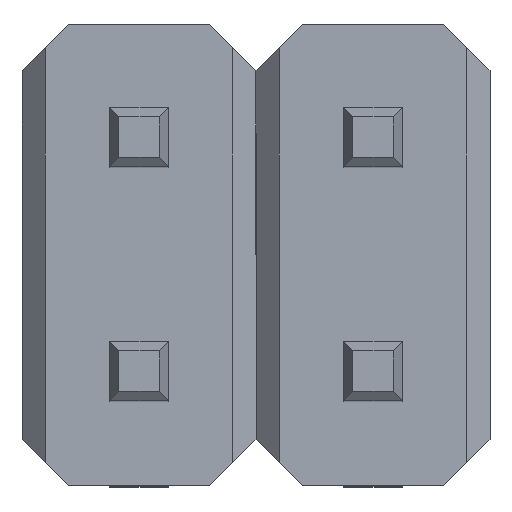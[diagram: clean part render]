
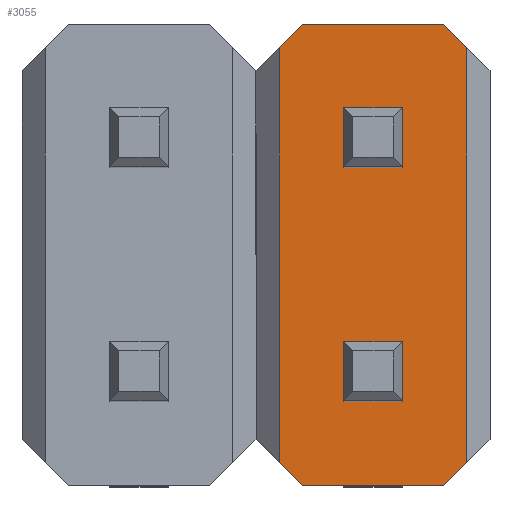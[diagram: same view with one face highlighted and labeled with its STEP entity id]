
A CAD part, top view. The second image highlights one B-rep face of the part: STEP entity #3055.
In plain terms, the highlighted planar face has unit normal (0, 0, 1).
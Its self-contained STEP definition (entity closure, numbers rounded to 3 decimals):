
#3 = LINE ( 'NONE', #1848, #558 ) ;
#12 = CARTESIAN_POINT ( 'NONE',  ( -1.27, 0., 5.461 ) ) ;
#73 = FACE_BOUND ( 'NONE', #1279, .T. ) ;
#99 = CARTESIAN_POINT ( 'NONE',  ( 0., 0.91, 5.461 ) ) ;
#107 = LINE ( 'NONE', #1536, #2565 ) ;
#150 = CARTESIAN_POINT ( 'NONE',  ( 0.32, 4.09, 5.461 ) ) ;
#169 = DIRECTION ( 'NONE',  ( -0.707, -0.707, 0. ) ) ;
#200 = CARTESIAN_POINT ( 'NONE',  ( 0.32, 1.55, 5.461 ) ) ;
#201 = CARTESIAN_POINT ( 'NONE',  ( 0.32, 0., 5.461 ) ) ;
#214 = EDGE_CURVE ( 'NONE', #570, #1840, #3, .T. ) ;
#227 = VERTEX_POINT ( 'NONE', #3065 ) ;
#230 = VERTEX_POINT ( 'NONE', #2797 ) ;
#231 = ORIENTED_EDGE ( 'NONE', *, *, #1058, .T. ) ;
#235 = LINE ( 'NONE', #2244, #1798 ) ;
#250 = VECTOR ( 'NONE', #169, 1000. ) ;
#268 = VECTOR ( 'NONE', #3072, 1000. ) ;
#299 = VERTEX_POINT ( 'NONE', #640 ) ;
#310 = CARTESIAN_POINT ( 'NONE',  ( -0.32, 1.55, 5.461 ) ) ;
#339 = ORIENTED_EDGE ( 'NONE', *, *, #1359, .T. ) ;
#348 = EDGE_CURVE ( 'NONE', #1624, #1715, #825, .T. ) ;
#366 = VECTOR ( 'NONE', #1617, 1000. ) ;
#370 = ORIENTED_EDGE ( 'NONE', *, *, #2829, .F. ) ;
#387 = CARTESIAN_POINT ( 'NONE',  ( 0.32, 0.91, 5.461 ) ) ;
#418 = DIRECTION ( 'NONE',  ( 1., 0., 0. ) ) ;
#426 = EDGE_CURVE ( 'NONE', #1190, #2963, #1649, .T. ) ;
#459 = CARTESIAN_POINT ( 'NONE',  ( 0.32, 3.45, 5.461 ) ) ;
#465 = ORIENTED_EDGE ( 'NONE', *, *, #2448, .T. ) ;
#520 = VECTOR ( 'NONE', #1973, 1000. ) ;
#543 = DIRECTION ( 'NONE',  ( 0., 1., 0. ) ) ;
#558 = VECTOR ( 'NONE', #418, 1000. ) ;
#570 = VERTEX_POINT ( 'NONE', #2908 ) ;
#640 = CARTESIAN_POINT ( 'NONE',  ( -0.32, 3.45, 5.461 ) ) ;
#646 = DIRECTION ( 'NONE',  ( 0., 0., 1. ) ) ;
#668 = CARTESIAN_POINT ( 'NONE',  ( 0., 0., 5.461 ) ) ;
#692 = VECTOR ( 'NONE', #1174, 1000. ) ;
#722 = CARTESIAN_POINT ( 'NONE',  ( -0.32, 0., 5.461 ) ) ;
#733 = CARTESIAN_POINT ( 'NONE',  ( 1.02, 4.5, 5.461 ) ) ;
#757 = EDGE_CURVE ( 'NONE', #1715, #227, #107, .T. ) ;
#793 = VECTOR ( 'NONE', #2100, 1000. ) ;
#825 = LINE ( 'NONE', #899, #250 ) ;
#845 = EDGE_CURVE ( 'NONE', #227, #1190, #1850, .T. ) ;
#847 = CARTESIAN_POINT ( 'NONE',  ( -0.32, 0., 5.461 ) ) ;
#874 = LINE ( 'NONE', #919, #793 ) ;
#899 = CARTESIAN_POINT ( 'NONE',  ( -2.885, 2.885, 5.461 ) ) ;
#919 = CARTESIAN_POINT ( 'NONE',  ( 2.885, 2.885, 5.461 ) ) ;
#928 = VECTOR ( 'NONE', #543, 1000. ) ;
#990 = DIRECTION ( 'NONE',  ( 0., 1., 0. ) ) ;
#1013 = CARTESIAN_POINT ( 'NONE',  ( 1.02, 0.25, 5.461 ) ) ;
#1018 = ORIENTED_EDGE ( 'NONE', *, *, #2286, .F. ) ;
#1039 = VECTOR ( 'NONE', #2550, 1000. ) ;
#1058 = EDGE_CURVE ( 'NONE', #3013, #2847, #1543, .T. ) ;
#1063 = ORIENTED_EDGE ( 'NONE', *, *, #214, .T. ) ;
#1085 = CARTESIAN_POINT ( 'NONE',  ( 1.02, 4.75, 5.461 ) ) ;
#1089 = LINE ( 'NONE', #201, #2124 ) ;
#1151 = VECTOR ( 'NONE', #990, 1000. ) ;
#1174 = DIRECTION ( 'NONE',  ( -1., 0., 0. ) ) ;
#1190 = VERTEX_POINT ( 'NONE', #2537 ) ;
#1194 = CARTESIAN_POINT ( 'NONE',  ( 0., 1.55, 5.461 ) ) ;
#1218 = FACE_OUTER_BOUND ( 'NONE', #2256, .T. ) ;
#1225 = EDGE_CURVE ( 'NONE', #2476, #299, #1646, .T. ) ;
#1279 = EDGE_LOOP ( 'NONE', ( #1371, #1664, #1063, #370 ) ) ;
#1286 = PLANE ( 'NONE',  #1728 ) ;
#1359 = EDGE_CURVE ( 'NONE', #2317, #1624, #2485, .T. ) ;
#1371 = ORIENTED_EDGE ( 'NONE', *, *, #1225, .T. ) ;
#1384 = ORIENTED_EDGE ( 'NONE', *, *, #2983, .F. ) ;
#1404 = DIRECTION ( 'NONE',  ( 0., 1., 0. ) ) ;
#1413 = ORIENTED_EDGE ( 'NONE', *, *, #426, .T. ) ;
#1434 = LINE ( 'NONE', #99, #520 ) ;
#1470 = VECTOR ( 'NONE', #1650, 1000. ) ;
#1483 = ORIENTED_EDGE ( 'NONE', *, *, #1945, .T. ) ;
#1536 = CARTESIAN_POINT ( 'NONE',  ( -1.02, 0.5, 5.461 ) ) ;
#1543 = LINE ( 'NONE', #733, #928 ) ;
#1617 = DIRECTION ( 'NONE',  ( 0.707, 0.707, 0. ) ) ;
#1624 = VERTEX_POINT ( 'NONE', #2419 ) ;
#1631 = EDGE_CURVE ( 'NONE', #299, #570, #2245, .T. ) ;
#1643 = CARTESIAN_POINT ( 'NONE',  ( 0.77, 0., 5.461 ) ) ;
#1646 = LINE ( 'NONE', #3002, #1039 ) ;
#1649 = LINE ( 'NONE', #12, #1470 ) ;
#1650 = DIRECTION ( 'NONE',  ( 1., 0., 0. ) ) ;
#1653 = CARTESIAN_POINT ( 'NONE',  ( -0.385, -0.385, 5.461 ) ) ;
#1664 = ORIENTED_EDGE ( 'NONE', *, *, #1631, .T. ) ;
#1702 = ORIENTED_EDGE ( 'NONE', *, *, #2008, .F. ) ;
#1715 = VERTEX_POINT ( 'NONE', #2267 ) ;
#1728 = AXIS2_PLACEMENT_3D ( 'NONE', #668, #646, #3023 ) ;
#1779 = LINE ( 'NONE', #722, #1151 ) ;
#1792 = DIRECTION ( 'NONE',  ( 0., -1., 0. ) ) ;
#1798 = VECTOR ( 'NONE', #2258, 1000. ) ;
#1840 = VERTEX_POINT ( 'NONE', #150 ) ;
#1848 = CARTESIAN_POINT ( 'NONE',  ( -0.32, 4.09, 5.461 ) ) ;
#1850 = LINE ( 'NONE', #1653, #2336 ) ;
#1905 = EDGE_CURVE ( 'NONE', #2847, #2317, #874, .T. ) ;
#1924 = FACE_BOUND ( 'NONE', #2055, .T. ) ;
#1945 = EDGE_CURVE ( 'NONE', #2963, #3013, #2708, .T. ) ;
#1973 = DIRECTION ( 'NONE',  ( 1., 0., 0. ) ) ;
#2008 = EDGE_CURVE ( 'NONE', #2594, #2926, #1089, .T. ) ;
#2055 = EDGE_LOOP ( 'NONE', ( #1018, #465, #1384, #1702 ) ) ;
#2100 = DIRECTION ( 'NONE',  ( -0.707, 0.707, 0. ) ) ;
#2111 = ORIENTED_EDGE ( 'NONE', *, *, #845, .T. ) ;
#2124 = VECTOR ( 'NONE', #1404, 1000. ) ;
#2146 = DIRECTION ( 'NONE',  ( 0.707, -0.707, 0. ) ) ;
#2164 = ORIENTED_EDGE ( 'NONE', *, *, #1905, .T. ) ;
#2244 = CARTESIAN_POINT ( 'NONE',  ( 0.32, 0., 5.461 ) ) ;
#2245 = LINE ( 'NONE', #847, #2395 ) ;
#2247 = VERTEX_POINT ( 'NONE', #310 ) ;
#2256 = EDGE_LOOP ( 'NONE', ( #2407, #3070, #2111, #1413, #1483, #231, #2164, #339 ) ) ;
#2258 = DIRECTION ( 'NONE',  ( 0., 1., 0. ) ) ;
#2267 = CARTESIAN_POINT ( 'NONE',  ( -1.02, 4.75, 5.461 ) ) ;
#2286 = EDGE_CURVE ( 'NONE', #230, #2594, #1434, .T. ) ;
#2317 = VERTEX_POINT ( 'NONE', #2439 ) ;
#2336 = VECTOR ( 'NONE', #2146, 1000. ) ;
#2348 = CARTESIAN_POINT ( 'NONE',  ( -1.27, 5., 5.461 ) ) ;
#2395 = VECTOR ( 'NONE', #2966, 1000. ) ;
#2407 = ORIENTED_EDGE ( 'NONE', *, *, #348, .T. ) ;
#2419 = CARTESIAN_POINT ( 'NONE',  ( -0.77, 5., 5.461 ) ) ;
#2439 = CARTESIAN_POINT ( 'NONE',  ( 0.77, 5., 5.461 ) ) ;
#2448 = EDGE_CURVE ( 'NONE', #230, #2247, #1779, .T. ) ;
#2476 = VERTEX_POINT ( 'NONE', #459 ) ;
#2485 = LINE ( 'NONE', #2348, #692 ) ;
#2537 = CARTESIAN_POINT ( 'NONE',  ( -0.77, 0., 5.461 ) ) ;
#2550 = DIRECTION ( 'NONE',  ( -1., 0., 0. ) ) ;
#2565 = VECTOR ( 'NONE', #1792, 1000. ) ;
#2594 = VERTEX_POINT ( 'NONE', #387 ) ;
#2675 = LINE ( 'NONE', #1194, #268 ) ;
#2708 = LINE ( 'NONE', #3073, #366 ) ;
#2797 = CARTESIAN_POINT ( 'NONE',  ( -0.32, 0.91, 5.461 ) ) ;
#2829 = EDGE_CURVE ( 'NONE', #2476, #1840, #235, .T. ) ;
#2847 = VERTEX_POINT ( 'NONE', #1085 ) ;
#2908 = CARTESIAN_POINT ( 'NONE',  ( -0.32, 4.09, 5.461 ) ) ;
#2926 = VERTEX_POINT ( 'NONE', #200 ) ;
#2963 = VERTEX_POINT ( 'NONE', #1643 ) ;
#2966 = DIRECTION ( 'NONE',  ( 0., 1., 0. ) ) ;
#2983 = EDGE_CURVE ( 'NONE', #2926, #2247, #2675, .T. ) ;
#3002 = CARTESIAN_POINT ( 'NONE',  ( -0.32, 3.45, 5.461 ) ) ;
#3013 = VERTEX_POINT ( 'NONE', #1013 ) ;
#3023 = DIRECTION ( 'NONE',  ( 1., 0., 0. ) ) ;
#3055 = ADVANCED_FACE ( 'NONE', ( #73, #1218, #1924 ), #1286, .T. ) ;
#3065 = CARTESIAN_POINT ( 'NONE',  ( -1.02, 0.25, 5.461 ) ) ;
#3070 = ORIENTED_EDGE ( 'NONE', *, *, #757, .T. ) ;
#3072 = DIRECTION ( 'NONE',  ( -1., 0., 0. ) ) ;
#3073 = CARTESIAN_POINT ( 'NONE',  ( 0.385, -0.385, 5.461 ) ) ;
